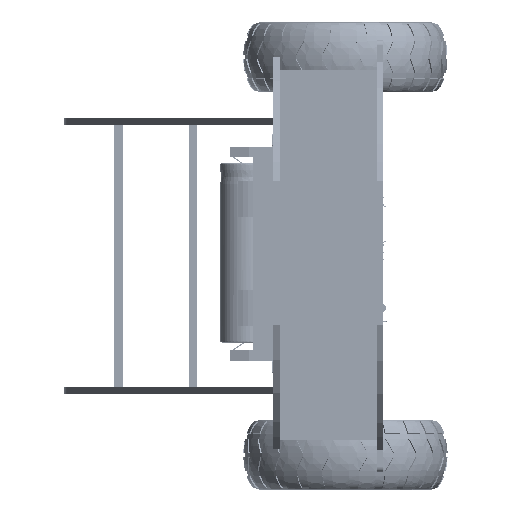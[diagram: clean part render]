
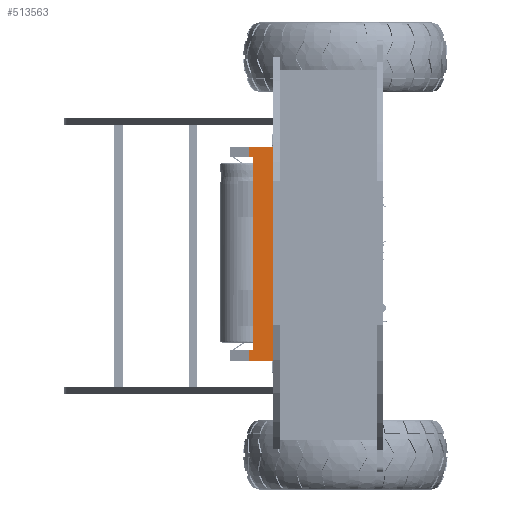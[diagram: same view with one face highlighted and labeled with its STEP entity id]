
A CAD part, left-side view. The second image highlights one B-rep face of the part: STEP entity #513563.
In plain terms, the highlighted free-form (B-spline) face has degree [1, 1] with [2, 2] control points.
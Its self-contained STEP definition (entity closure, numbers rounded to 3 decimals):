
#512255 = VERTEX_POINT('',#512256);
#512256 = CARTESIAN_POINT('',(122.401,152.607,
    218.955));
#512263 = EDGE_CURVE('',#512255,#512264,#512266,.T.);
#512264 = VERTEX_POINT('',#512265);
#512265 = CARTESIAN_POINT('',(122.401,152.607,
    149.407));
#512266 = B_SPLINE_CURVE_WITH_KNOTS('',1,(#512267,#512268),
  .UNSPECIFIED.,.F.,.F.,(2,2),(-73.4,3.8),.PIECEWISE_BEZIER_KNOTS.);
#512267 = CARTESIAN_POINT('',(122.401,152.607,
    218.955));
#512268 = CARTESIAN_POINT('',(122.401,152.607,
    149.407));
#512660 = EDGE_CURVE('',#512661,#512663,#512665,.T.);
#512661 = VERTEX_POINT('',#512662);
#512662 = CARTESIAN_POINT('',(122.401,158.913,
    152.83));
#512663 = VERTEX_POINT('',#512664);
#512664 = CARTESIAN_POINT('',(122.401,160.174,
    152.83));
#512665 = B_SPLINE_CURVE_WITH_KNOTS('',1,(#512666,#512667),
  .UNSPECIFIED.,.F.,.F.,(2,2),(-8.3,-6.9),.PIECEWISE_BEZIER_KNOTS.);
#512666 = CARTESIAN_POINT('',(122.401,158.913,
    152.83));
#512667 = CARTESIAN_POINT('',(122.401,160.174,
    152.83));
#513546 = EDGE_CURVE('',#512264,#513547,#513549,.T.);
#513547 = VERTEX_POINT('',#513548);
#513548 = CARTESIAN_POINT('',(122.401,160.174,
    149.407));
#513549 = B_SPLINE_CURVE_WITH_KNOTS('',1,(#513550,#513551),
  .UNSPECIFIED.,.F.,.F.,(2,2),(-9.65,-1.25),.PIECEWISE_BEZIER_KNOTS.);
#513550 = CARTESIAN_POINT('',(122.401,152.607,
    149.407));
#513551 = CARTESIAN_POINT('',(122.401,160.174,
    149.407));
#513563 = ADVANCED_FACE('',(#513564),#513628,.T.);
#513564 = FACE_BOUND('',#513565,.T.);
#513565 = EDGE_LOOP('',(#513566,#513575,#513582,#513587,#513588,#513593,
    #513594,#513595,#513602,#513609,#513616,#513623));
#513566 = ORIENTED_EDGE('',*,*,#513567,.T.);
#513567 = EDGE_CURVE('',#513568,#513570,#513572,.T.);
#513568 = VERTEX_POINT('',#513569);
#513569 = CARTESIAN_POINT('',(122.401,158.913,
    196.118));
#513570 = VERTEX_POINT('',#513571);
#513571 = CARTESIAN_POINT('',(122.401,158.913,
    172.244));
#513572 = B_SPLINE_CURVE_WITH_KNOTS('',1,(#513573,#513574),
  .UNSPECIFIED.,.F.,.F.,(2,2),(-11.277,15.223),
  .PIECEWISE_BEZIER_KNOTS.);
#513573 = CARTESIAN_POINT('',(122.401,158.913,
    196.118));
#513574 = CARTESIAN_POINT('',(122.401,158.913,
    172.244));
#513575 = ORIENTED_EDGE('',*,*,#513576,.F.);
#513576 = EDGE_CURVE('',#513577,#513570,#513579,.T.);
#513577 = VERTEX_POINT('',#513578);
#513578 = CARTESIAN_POINT('',(122.401,158.913,
    160.668));
#513579 = B_SPLINE_CURVE_WITH_KNOTS('',1,(#513580,#513581),
  .UNSPECIFIED.,.F.,.F.,(2,2),(10.545,23.395),
  .PIECEWISE_BEZIER_KNOTS.);
#513580 = CARTESIAN_POINT('',(122.401,158.913,
    160.668));
#513581 = CARTESIAN_POINT('',(122.401,158.913,
    172.244));
#513582 = ORIENTED_EDGE('',*,*,#513583,.T.);
#513583 = EDGE_CURVE('',#513577,#512661,#513584,.T.);
#513584 = B_SPLINE_CURVE_WITH_KNOTS('',1,(#513585,#513586),
  .UNSPECIFIED.,.F.,.F.,(2,2),(-8.7,0.),.PIECEWISE_BEZIER_KNOTS.);
#513585 = CARTESIAN_POINT('',(122.401,158.913,
    160.668));
#513586 = CARTESIAN_POINT('',(122.401,158.913,
    152.83));
#513587 = ORIENTED_EDGE('',*,*,#512660,.T.);
#513588 = ORIENTED_EDGE('',*,*,#513589,.T.);
#513589 = EDGE_CURVE('',#512663,#513547,#513590,.T.);
#513590 = B_SPLINE_CURVE_WITH_KNOTS('',1,(#513591,#513592),
  .UNSPECIFIED.,.F.,.F.,(2,2),(0.,3.8),
  .PIECEWISE_BEZIER_KNOTS.);
#513591 = CARTESIAN_POINT('',(122.401,160.174,
    152.83));
#513592 = CARTESIAN_POINT('',(122.401,160.174,
    149.407));
#513593 = ORIENTED_EDGE('',*,*,#513546,.F.);
#513594 = ORIENTED_EDGE('',*,*,#512263,.F.);
#513595 = ORIENTED_EDGE('',*,*,#513596,.T.);
#513596 = EDGE_CURVE('',#512255,#513597,#513599,.T.);
#513597 = VERTEX_POINT('',#513598);
#513598 = CARTESIAN_POINT('',(122.401,160.174,
    218.955));
#513599 = B_SPLINE_CURVE_WITH_KNOTS('',1,(#513600,#513601),
  .UNSPECIFIED.,.F.,.F.,(2,2),(-9.65,-1.25),.PIECEWISE_BEZIER_KNOTS.);
#513600 = CARTESIAN_POINT('',(122.401,152.607,
    218.955));
#513601 = CARTESIAN_POINT('',(122.401,160.174,
    218.955));
#513602 = ORIENTED_EDGE('',*,*,#513603,.F.);
#513603 = EDGE_CURVE('',#513604,#513597,#513606,.T.);
#513604 = VERTEX_POINT('',#513605);
#513605 = CARTESIAN_POINT('',(122.401,160.174,
    215.532));
#513606 = B_SPLINE_CURVE_WITH_KNOTS('',1,(#513607,#513608),
  .UNSPECIFIED.,.F.,.F.,(2,2),(0.,3.8),.PIECEWISE_BEZIER_KNOTS.);
#513607 = CARTESIAN_POINT('',(122.401,160.174,
    215.532));
#513608 = CARTESIAN_POINT('',(122.401,160.174,
    218.955));
#513609 = ORIENTED_EDGE('',*,*,#513610,.F.);
#513610 = EDGE_CURVE('',#513611,#513604,#513613,.T.);
#513611 = VERTEX_POINT('',#513612);
#513612 = CARTESIAN_POINT('',(122.401,158.913,
    215.532));
#513613 = B_SPLINE_CURVE_WITH_KNOTS('',1,(#513614,#513615),
  .UNSPECIFIED.,.F.,.F.,(2,2),(-8.3,-6.9),.PIECEWISE_BEZIER_KNOTS.);
#513614 = CARTESIAN_POINT('',(122.401,158.913,
    215.532));
#513615 = CARTESIAN_POINT('',(122.401,160.174,
    215.532));
#513616 = ORIENTED_EDGE('',*,*,#513617,.F.);
#513617 = EDGE_CURVE('',#513618,#513611,#513620,.T.);
#513618 = VERTEX_POINT('',#513619);
#513619 = CARTESIAN_POINT('',(122.401,158.913,
    207.694));
#513620 = B_SPLINE_CURVE_WITH_KNOTS('',1,(#513621,#513622),
  .UNSPECIFIED.,.F.,.F.,(2,2),(-8.7,0.),.PIECEWISE_BEZIER_KNOTS.);
#513621 = CARTESIAN_POINT('',(122.401,158.913,
    207.694));
#513622 = CARTESIAN_POINT('',(122.401,158.913,
    215.532));
#513623 = ORIENTED_EDGE('',*,*,#513624,.T.);
#513624 = EDGE_CURVE('',#513618,#513568,#513625,.T.);
#513625 = B_SPLINE_CURVE_WITH_KNOTS('',1,(#513626,#513627),
  .UNSPECIFIED.,.F.,.F.,(2,2),(10.545,23.395),
  .PIECEWISE_BEZIER_KNOTS.);
#513626 = CARTESIAN_POINT('',(122.401,158.913,
    207.694));
#513627 = CARTESIAN_POINT('',(122.401,158.913,
    196.118));
#513628 = B_SPLINE_SURFACE_WITH_KNOTS('',1,1,(
    (#513629,#513630)
    ,(#513631,#513632
    )),.UNSPECIFIED.,.F.,.F.,.F.,(2,2),(2,2),(1.25,9.65),(-3.8,73.4),
  .PIECEWISE_BEZIER_KNOTS.);
#513629 = CARTESIAN_POINT('',(122.401,160.174,
    149.407));
#513630 = CARTESIAN_POINT('',(122.401,160.174,
    218.955));
#513631 = CARTESIAN_POINT('',(122.401,152.607,
    149.407));
#513632 = CARTESIAN_POINT('',(122.401,152.607,
    218.955));
